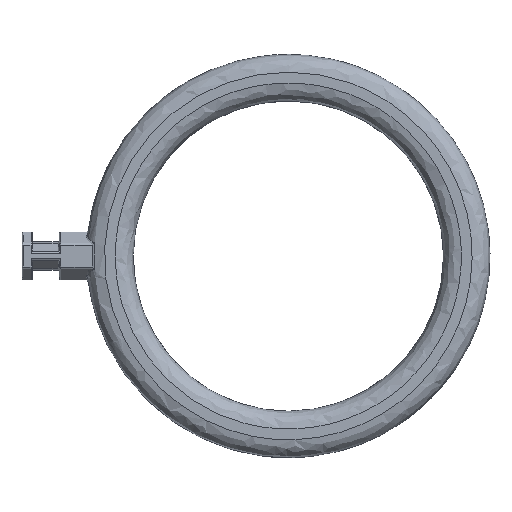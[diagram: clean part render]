
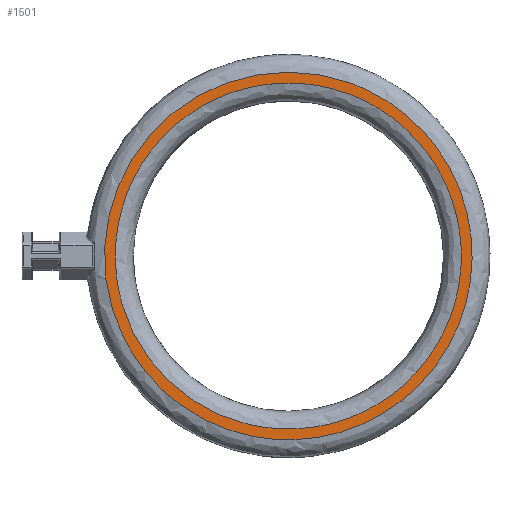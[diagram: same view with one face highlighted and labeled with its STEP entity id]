
A CAD part, top view. The second image highlights one B-rep face of the part: STEP entity #1501.
In plain terms, the highlighted planar face has unit normal (0, 0, 1).
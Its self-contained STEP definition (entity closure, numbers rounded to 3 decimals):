
#20=FACE_BOUND('',#584,.T.);
#404=PLANE('',#1603);
#491=FACE_OUTER_BOUND('',#583,.T.);
#583=EDGE_LOOP('',(#1377));
#584=EDGE_LOOP('',(#1378));
#636=B_SPLINE_CURVE_WITH_KNOTS('',3,(#3044,#3045,#3046,#3047,#3048,#3049,
#3050,#3051,#3052,#3053,#3054,#3055,#3056,#3057,#3058,#3059,#3060,#3061,
#3062,#3063,#3064,#3065,#3066,#3067,#3068,#3069,#3070,#3071,#3072,#3073,
#3074,#3075,#3076,#3077,#3078,#3079,#3080,#3081,#3082,#3083,#3084,#3085,
#3086,#3087,#3088,#3089,#3090,#3091,#3092,#3093,#3094,#3095,#3096,#3097),
 .UNSPECIFIED.,.T.,.F.,(4,1,1,1,1,1,1,1,1,1,1,1,1,1,1,1,1,1,1,1,1,1,1,1,
1,1,1,1,1,1,1,1,1,1,1,1,1,1,1,1,1,1,1,1,1,1,1,1,1,1,1,4),(-44.798,
-44.698,-44.398,-43.198,-41.598,
-40.598,-39.998,-39.598,-38.398,
-37.198,-36.265,-35.198,-34.398,
-34.332,-34.132,-33.065,-31.998,
-31.198,-30.398,-29.865,-27.732,
-27.132,-26.665,-25.865,-25.599,
-24.932,-24.532,-23.465,-22.665,
-22.132,-21.332,-20.266,-19.199,
-18.399,-17.599,-17.066,-15.999,
-15.333,-14.933,-13.866,-12.799,
-12.133,-11.733,-10.666,-9.866,
-9.333,-8.533,-6.4,-4.8,
-3.2,-1.6,0.),.UNSPECIFIED.);
#638=B_SPLINE_CURVE_WITH_KNOTS('',3,(#3150,#3151,#3152,#3153,#3154,#3155,
#3156,#3157,#3158,#3159,#3160,#3161,#3162,#3163,#3164,#3165,#3166,#3167,
#3168,#3169,#3170,#3171,#3172,#3173,#3174,#3175,#3176,#3177,#3178,#3179,
#3180,#3181,#3182,#3183,#3184,#3185,#3186),.UNSPECIFIED.,.T.,.F.,(4,1,1,
1,1,1,1,1,1,1,1,1,1,1,1,1,1,1,1,1,1,1,1,1,1,1,1,1,1,1,1,1,1,1,4),(0.,1.13,
1.506,3.012,4.518,5.648,6.024,
8.032,10.041,11.547,12.049,14.057,
16.065,16.818,17.571,18.073,20.081,
22.089,22.842,23.093,24.097,26.105,
26.858,28.114,30.122,30.624,32.13,
32.883,34.138,34.64,36.146,36.899,
39.158,40.664,42.17),.UNSPECIFIED.);
#759=VERTEX_POINT('',#3042);
#760=VERTEX_POINT('',#3149);
#967=EDGE_CURVE('',#759,#759,#636,.T.);
#969=EDGE_CURVE('',#760,#760,#638,.T.);
#1377=ORIENTED_EDGE('',*,*,#967,.F.);
#1378=ORIENTED_EDGE('',*,*,#969,.F.);
#1501=ADVANCED_FACE('',(#491,#20),#404,.T.);
#1603=AXIS2_PLACEMENT_3D('',#3148,#1924,#1925);
#1924=DIRECTION('center_axis',(0.,0.,1.));
#1925=DIRECTION('ref_axis',(1.,0.,0.));
#3042=CARTESIAN_POINT('',(-63.521,-31.907,18.));
#3044=CARTESIAN_POINT('Ctrl Pts',(-63.521,-31.907,18.));
#3045=CARTESIAN_POINT('Ctrl Pts',(-63.671,-31.609,18.));
#3046=CARTESIAN_POINT('Ctrl Pts',(-64.261,-30.413,18.));
#3047=CARTESIAN_POINT('Ctrl Pts',(-66.483,-25.572,18.));
#3048=CARTESIAN_POINT('Ctrl Pts',(-69.792,-15.757,18.));
#3049=CARTESIAN_POINT('Ctrl Pts',(-71.42,-3.123,18.));
#3050=CARTESIAN_POINT('Ctrl Pts',(-70.838,7.531,18.));
#3051=CARTESIAN_POINT('Ctrl Pts',(-69.736,14.075,18.));
#3052=CARTESIAN_POINT('Ctrl Pts',(-68.028,21.174,18.));
#3053=CARTESIAN_POINT('Ctrl Pts',(-64.823,29.982,18.));
#3054=CARTESIAN_POINT('Ctrl Pts',(-59.342,39.616,18.));
#3055=CARTESIAN_POINT('Ctrl Pts',(-52.754,47.994,18.));
#3056=CARTESIAN_POINT('Ctrl Pts',(-45.998,54.464,18.));
#3057=CARTESIAN_POINT('Ctrl Pts',(-40.827,58.256,18.));
#3058=CARTESIAN_POINT('Ctrl Pts',(-37.85,60.175,18.));
#3059=CARTESIAN_POINT('Ctrl Pts',(-34.09,62.5,18.));
#3060=CARTESIAN_POINT('Ctrl Pts',(-27.115,65.999,18.));
#3061=CARTESIAN_POINT('Ctrl Pts',(-17.828,69.022,18.));
#3062=CARTESIAN_POINT('Ctrl Pts',(-9.126,70.647,18.));
#3063=CARTESIAN_POINT('Ctrl Pts',(-2.023,71.161,18.));
#3064=CARTESIAN_POINT('Ctrl Pts',(9.506,70.914,18.));
#3065=CARTESIAN_POINT('Ctrl Pts',(20.213,68.654,18.));
#3066=CARTESIAN_POINT('Ctrl Pts',(30.048,64.495,18.));
#3067=CARTESIAN_POINT('Ctrl Pts',(35.555,61.663,18.));
#3068=CARTESIAN_POINT('Ctrl Pts',(39.865,58.941,18.));
#3069=CARTESIAN_POINT('Ctrl Pts',(44.485,55.513,18.));
#3070=CARTESIAN_POINT('Ctrl Pts',(47.877,52.636,18.));
#3071=CARTESIAN_POINT('Ctrl Pts',(52.933,47.647,18.));
#3072=CARTESIAN_POINT('Ctrl Pts',(57.727,41.829,18.));
#3073=CARTESIAN_POINT('Ctrl Pts',(61.954,35.066,18.));
#3074=CARTESIAN_POINT('Ctrl Pts',(65.144,28.71,18.));
#3075=CARTESIAN_POINT('Ctrl Pts',(68.044,21.259,18.));
#3076=CARTESIAN_POINT('Ctrl Pts',(70.368,11.799,18.));
#3077=CARTESIAN_POINT('Ctrl Pts',(71.261,2.041,18.));
#3078=CARTESIAN_POINT('Ctrl Pts',(70.905,-6.83,18.));
#3079=CARTESIAN_POINT('Ctrl Pts',(69.833,-13.829,18.));
#3080=CARTESIAN_POINT('Ctrl Pts',(67.896,-21.571,18.));
#3081=CARTESIAN_POINT('Ctrl Pts',(65.243,-28.668,18.));
#3082=CARTESIAN_POINT('Ctrl Pts',(61.974,-34.953,18.));
#3083=CARTESIAN_POINT('Ctrl Pts',(58.254,-40.971,18.));
#3084=CARTESIAN_POINT('Ctrl Pts',(53.092,-47.667,18.));
#3085=CARTESIAN_POINT('Ctrl Pts',(46.348,-54.132,18.));
#3086=CARTESIAN_POINT('Ctrl Pts',(40.683,-58.373,18.));
#3087=CARTESIAN_POINT('Ctrl Pts',(34.712,-62.187,18.));
#3088=CARTESIAN_POINT('Ctrl Pts',(27.941,-65.587,18.));
#3089=CARTESIAN_POINT('Ctrl Pts',(20.399,-68.203,18.));
#3090=CARTESIAN_POINT('Ctrl Pts',(13.534,-69.892,18.));
#3091=CARTESIAN_POINT('Ctrl Pts',(2.088,-71.591,18.));
#3092=CARTESIAN_POINT('Ctrl Pts',(-13.083,-70.709,18.));
#3093=CARTESIAN_POINT('Ctrl Pts',(-30.039,-65.085,18.));
#3094=CARTESIAN_POINT('Ctrl Pts',(-43.743,-56.79,18.));
#3095=CARTESIAN_POINT('Ctrl Pts',(-55.306,-45.606,18.));
#3096=CARTESIAN_POINT('Ctrl Pts',(-61.127,-36.673,18.));
#3097=CARTESIAN_POINT('Ctrl Pts',(-63.521,-31.907,18.));
#3148=CARTESIAN_POINT('Origin',(0.,0.,18.));
#3149=CARTESIAN_POINT('',(-64.265,-18.646,18.));
#3150=CARTESIAN_POINT('Ctrl Pts',(-64.265,-18.646,18.));
#3151=CARTESIAN_POINT('Ctrl Pts',(-63.216,-22.262,18.));
#3152=CARTESIAN_POINT('Ctrl Pts',(-61.412,-26.948,18.));
#3153=CARTESIAN_POINT('Ctrl Pts',(-56.82,-35.812,18.));
#3154=CARTESIAN_POINT('Ctrl Pts',(-50.214,-45.073,18.));
#3155=CARTESIAN_POINT('Ctrl Pts',(-39.91,-54.254,18.));
#3156=CARTESIAN_POINT('Ctrl Pts',(-31.217,-59.357,18.));
#3157=CARTESIAN_POINT('Ctrl Pts',(-20.57,-64.107,18.));
#3158=CARTESIAN_POINT('Ctrl Pts',(-6.215,-67.634,18.));
#3159=CARTESIAN_POINT('Ctrl Pts',(12.29,-66.567,18.));
#3160=CARTESIAN_POINT('Ctrl Pts',(25.057,-62.337,18.));
#3161=CARTESIAN_POINT('Ctrl Pts',(36.951,-56.311,18.));
#3162=CARTESIAN_POINT('Ctrl Pts',(49.002,-47.038,18.));
#3163=CARTESIAN_POINT('Ctrl Pts',(58.237,-33.968,18.));
#3164=CARTESIAN_POINT('Ctrl Pts',(62.908,-23.22,18.));
#3165=CARTESIAN_POINT('Ctrl Pts',(64.859,-16.86,18.));
#3166=CARTESIAN_POINT('Ctrl Pts',(67.066,-6.2,18.));
#3167=CARTESIAN_POINT('Ctrl Pts',(67.331,8.942,18.));
#3168=CARTESIAN_POINT('Ctrl Pts',(62.864,24.373,18.));
#3169=CARTESIAN_POINT('Ctrl Pts',(58.174,33.201,18.));
#3170=CARTESIAN_POINT('Ctrl Pts',(54.615,38.854,18.));
#3171=CARTESIAN_POINT('Ctrl Pts',(47.97,47.488,18.));
#3172=CARTESIAN_POINT('Ctrl Pts',(38.243,55.527,18.));
#3173=CARTESIAN_POINT('Ctrl Pts',(26.388,61.769,18.));
#3174=CARTESIAN_POINT('Ctrl Pts',(13.771,66.172,18.));
#3175=CARTESIAN_POINT('Ctrl Pts',(1.127,67.346,18.));
#3176=CARTESIAN_POINT('Ctrl Pts',(-12.124,66.08,18.));
#3177=CARTESIAN_POINT('Ctrl Pts',(-21.127,63.841,18.));
#3178=CARTESIAN_POINT('Ctrl Pts',(-31.805,59.16,18.));
#3179=CARTESIAN_POINT('Ctrl Pts',(-38.908,54.693,18.));
#3180=CARTESIAN_POINT('Ctrl Pts',(-47.264,47.749,18.));
#3181=CARTESIAN_POINT('Ctrl Pts',(-53.387,40.884,18.));
#3182=CARTESIAN_POINT('Ctrl Pts',(-61.398,28.109,18.));
#3183=CARTESIAN_POINT('Ctrl Pts',(-66.396,13.779,18.));
#3184=CARTESIAN_POINT('Ctrl Pts',(-67.371,-3.891,18.));
#3185=CARTESIAN_POINT('Ctrl Pts',(-65.664,-13.824,18.));
#3186=CARTESIAN_POINT('Ctrl Pts',(-64.265,-18.646,18.));
